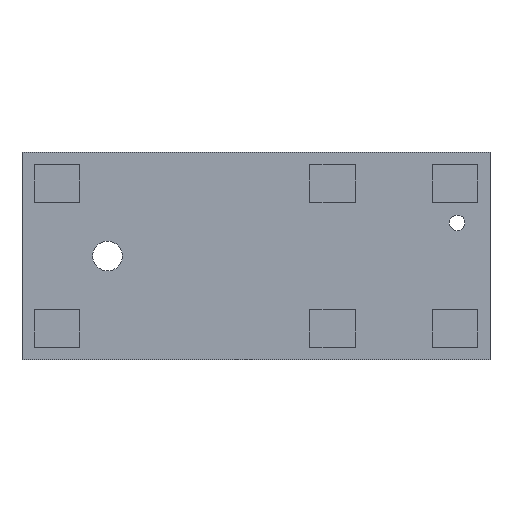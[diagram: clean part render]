
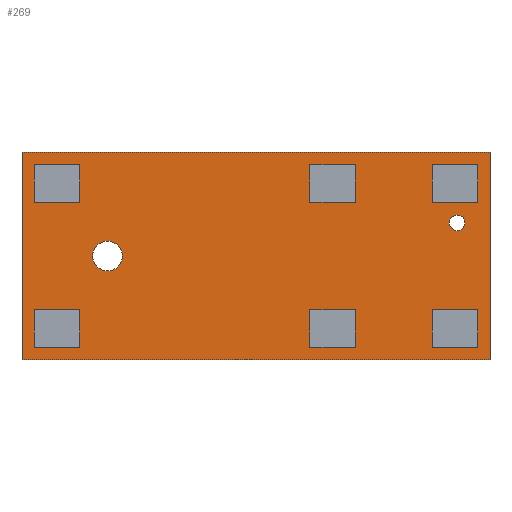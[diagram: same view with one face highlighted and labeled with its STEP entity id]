
A CAD part, front view. The second image highlights one B-rep face of the part: STEP entity #269.
In plain terms, the highlighted face is planar.
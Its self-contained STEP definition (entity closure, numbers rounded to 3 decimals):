
#25 = CARTESIAN_POINT ( 'NONE',  ( 321.935, 118.949, 0. ) ) ;
#33 = EDGE_CURVE ( 'NONE', #624, #78, #628, .T. ) ;
#46 = CARTESIAN_POINT ( 'NONE',  ( 332.44, 120.65, 0. ) ) ;
#57 = FACE_BOUND ( 'NONE', #265, .T. ) ;
#62 = CIRCLE ( 'NONE', #365, 0.19 ) ;
#70 = CARTESIAN_POINT ( 'NONE',  ( 321.935, 123.949, 0. ) ) ;
#73 = ORIENTED_EDGE ( 'NONE', *, *, #33, .F. ) ;
#78 = VERTEX_POINT ( 'NONE', #377 ) ;
#92 = CARTESIAN_POINT ( 'NONE',  ( 333.235, 118.949, 0. ) ) ;
#94 = ORIENTED_EDGE ( 'NONE', *, *, #174, .F. ) ;
#101 = DIRECTION ( 'NONE',  ( 0., 0., -1. ) ) ;
#126 = CARTESIAN_POINT ( 'NONE',  ( 321.935, 118.949, 0. ) ) ;
#138 = DIRECTION ( 'NONE',  ( 0., 0., -1. ) ) ;
#141 = CIRCLE ( 'NONE', #409, 0.36 ) ;
#143 = DIRECTION ( 'NONE',  ( 0., 1., 0. ) ) ;
#158 = FACE_OUTER_BOUND ( 'NONE', #195, .T. ) ;
#163 = VERTEX_POINT ( 'NONE', #378 ) ;
#167 = VERTEX_POINT ( 'NONE', #449 ) ;
#170 = DIRECTION ( 'NONE',  ( 0., 0., -1. ) ) ;
#173 = EDGE_LOOP ( 'NONE', ( #181, #558 ) ) ;
#174 = EDGE_CURVE ( 'NONE', #167, #350, #277, .T. ) ;
#181 = ORIENTED_EDGE ( 'NONE', *, *, #371, .F. ) ;
#186 = DIRECTION ( 'NONE',  ( 0., -1., 0. ) ) ;
#187 = VECTOR ( 'NONE', #551, 1000. ) ;
#195 = EDGE_LOOP ( 'NONE', ( #257, #317, #621, #73 ) ) ;
#215 = VERTEX_POINT ( 'NONE', #288 ) ;
#225 = PLANE ( 'NONE',  #454 ) ;
#226 = ORIENTED_EDGE ( 'NONE', *, *, #407, .F. ) ;
#238 = VERTEX_POINT ( 'NONE', #430 ) ;
#257 = ORIENTED_EDGE ( 'NONE', *, *, #463, .F. ) ;
#265 = EDGE_LOOP ( 'NONE', ( #226, #94 ) ) ;
#267 = CARTESIAN_POINT ( 'NONE',  ( 321.935, 118.949, 0. ) ) ;
#269 = ADVANCED_FACE ( 'NONE', ( #158, #459, #57 ), #225, .F. ) ;
#277 = CIRCLE ( 'NONE', #375, 0.19 ) ;
#288 = CARTESIAN_POINT ( 'NONE',  ( 324., 121.09, 0. ) ) ;
#294 = DIRECTION ( 'NONE',  ( 0., 1., 0. ) ) ;
#297 = VECTOR ( 'NONE', #186, 1000. ) ;
#307 = LINE ( 'NONE', #70, #187 ) ;
#317 = ORIENTED_EDGE ( 'NONE', *, *, #438, .F. ) ;
#326 = DIRECTION ( 'NONE',  ( 0., 0., 1. ) ) ;
#350 = VERTEX_POINT ( 'NONE', #536 ) ;
#365 = AXIS2_PLACEMENT_3D ( 'NONE', #46, #138, #143 ) ;
#371 = EDGE_CURVE ( 'NONE', #238, #215, #539, .T. ) ;
#375 = AXIS2_PLACEMENT_3D ( 'NONE', #540, #101, #433 ) ;
#377 = CARTESIAN_POINT ( 'NONE',  ( 333.235, 118.949, 0. ) ) ;
#378 = CARTESIAN_POINT ( 'NONE',  ( 333.235, 123.949, 0. ) ) ;
#407 = EDGE_CURVE ( 'NONE', #350, #167, #62, .T. ) ;
#409 = AXIS2_PLACEMENT_3D ( 'NONE', #541, #170, #522 ) ;
#429 = EDGE_CURVE ( 'NONE', #78, #163, #519, .T. ) ;
#430 = CARTESIAN_POINT ( 'NONE',  ( 324., 121.81, 0. ) ) ;
#433 = DIRECTION ( 'NONE',  ( 0., 1., 0. ) ) ;
#438 = EDGE_CURVE ( 'NONE', #163, #634, #307, .T. ) ;
#449 = CARTESIAN_POINT ( 'NONE',  ( 332.44, 120.46, 0. ) ) ;
#454 = AXIS2_PLACEMENT_3D ( 'NONE', #126, #326, #543 ) ;
#457 = CARTESIAN_POINT ( 'NONE',  ( 321.935, 118.949, 0. ) ) ;
#459 = FACE_BOUND ( 'NONE', #173, .T. ) ;
#463 = EDGE_CURVE ( 'NONE', #634, #624, #532, .T. ) ;
#474 = DIRECTION ( 'NONE',  ( 0., 0., -1. ) ) ;
#496 = CARTESIAN_POINT ( 'NONE',  ( 321.935, 123.949, 0. ) ) ;
#497 = AXIS2_PLACEMENT_3D ( 'NONE', #527, #474, #578 ) ;
#519 = LINE ( 'NONE', #92, #557 ) ;
#522 = DIRECTION ( 'NONE',  ( 0., 1., 0. ) ) ;
#527 = CARTESIAN_POINT ( 'NONE',  ( 324., 121.45, 0. ) ) ;
#532 = LINE ( 'NONE', #267, #297 ) ;
#536 = CARTESIAN_POINT ( 'NONE',  ( 332.44, 120.84, 0. ) ) ;
#539 = CIRCLE ( 'NONE', #497, 0.36 ) ;
#540 = CARTESIAN_POINT ( 'NONE',  ( 332.44, 120.65, 0. ) ) ;
#541 = CARTESIAN_POINT ( 'NONE',  ( 324., 121.45, 0. ) ) ;
#543 = DIRECTION ( 'NONE',  ( 1., 0., 0. ) ) ;
#551 = DIRECTION ( 'NONE',  ( -1., 0., 0. ) ) ;
#557 = VECTOR ( 'NONE', #294, 1000. ) ;
#558 = ORIENTED_EDGE ( 'NONE', *, *, #652, .F. ) ;
#578 = DIRECTION ( 'NONE',  ( 0., 1., 0. ) ) ;
#599 = DIRECTION ( 'NONE',  ( 1., 0., 0. ) ) ;
#621 = ORIENTED_EDGE ( 'NONE', *, *, #429, .F. ) ;
#624 = VERTEX_POINT ( 'NONE', #457 ) ;
#628 = LINE ( 'NONE', #25, #637 ) ;
#634 = VERTEX_POINT ( 'NONE', #496 ) ;
#637 = VECTOR ( 'NONE', #599, 1000. ) ;
#652 = EDGE_CURVE ( 'NONE', #215, #238, #141, .T. ) ;
